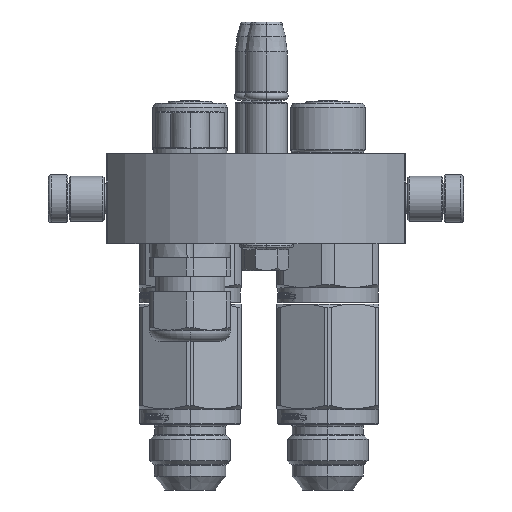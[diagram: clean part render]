
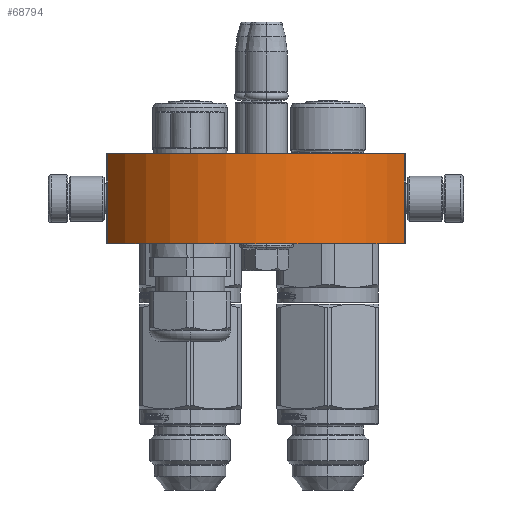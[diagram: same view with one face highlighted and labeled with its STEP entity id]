
A CAD part, left-side view. The second image highlights one B-rep face of the part: STEP entity #68794.
In plain terms, the highlighted cylindrical face has radius 57.25 mm (diameter 114.5 mm), a partial arc.
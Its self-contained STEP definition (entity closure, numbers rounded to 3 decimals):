
#925 = CARTESIAN_POINT ( 'NONE',  ( 49.5, 0., -28.763 ) ) ;
#7263 = CIRCLE ( 'NONE', #58057, 57.25 ) ;
#9358 = VERTEX_POINT ( 'NONE', #17726 ) ;
#9364 = FACE_OUTER_BOUND ( 'NONE', #33551, .T. ) ;
#9642 = EDGE_CURVE ( 'NONE', #20642, #55257, #61977, .T. ) ;
#10032 = DIRECTION ( 'NONE',  ( 0.865, 0., -0.502 ) ) ;
#10596 = DIRECTION ( 'NONE',  ( 0., -1., 0. ) ) ;
#13964 = CARTESIAN_POINT ( 'NONE',  ( 0., 0., 0. ) ) ;
#16207 = EDGE_CURVE ( 'NONE', #9358, #55257, #7263, .T. ) ;
#16848 = DIRECTION ( 'NONE',  ( 0., 1., 0. ) ) ;
#17299 = CARTESIAN_POINT ( 'NONE',  ( 0., 30., 0. ) ) ;
#17726 = CARTESIAN_POINT ( 'NONE',  ( 49.5, 30., -28.763 ) ) ;
#18682 = CARTESIAN_POINT ( 'NONE',  ( -49.5, 0., -28.763 ) ) ;
#20642 = VERTEX_POINT ( 'NONE', #18682 ) ;
#26315 = DIRECTION ( 'NONE',  ( 0., 1., 0. ) ) ;
#30786 = CARTESIAN_POINT ( 'NONE',  ( -49.5, 0., -28.763 ) ) ;
#31250 = DIRECTION ( 'NONE',  ( 0., 1., 0. ) ) ;
#31826 = CARTESIAN_POINT ( 'NONE',  ( 0., 0., 0. ) ) ;
#33221 = DIRECTION ( 'NONE',  ( 0.865, 0., -0.502 ) ) ;
#33551 = EDGE_LOOP ( 'NONE', ( #44314, #42495, #39923, #42064 ) ) ;
#34924 = VECTOR ( 'NONE', #31250, 1000. ) ;
#35042 = EDGE_CURVE ( 'NONE', #38824, #9358, #63524, .T. ) ;
#38824 = VERTEX_POINT ( 'NONE', #63836 ) ;
#39923 = ORIENTED_EDGE ( 'NONE', *, *, #53105, .T. ) ;
#42064 = ORIENTED_EDGE ( 'NONE', *, *, #9642, .T. ) ;
#42495 = ORIENTED_EDGE ( 'NONE', *, *, #35042, .F. ) ;
#42591 = VECTOR ( 'NONE', #58774, 1000. ) ;
#43863 = AXIS2_PLACEMENT_3D ( 'NONE', #31826, #10596, #68922 ) ;
#44157 = AXIS2_PLACEMENT_3D ( 'NONE', #13964, #26315, #10032 ) ;
#44314 = ORIENTED_EDGE ( 'NONE', *, *, #16207, .F. ) ;
#53105 = EDGE_CURVE ( 'NONE', #38824, #20642, #60994, .T. ) ;
#54568 = CYLINDRICAL_SURFACE ( 'NONE', #43863, 57.25 ) ;
#55257 = VERTEX_POINT ( 'NONE', #56630 ) ;
#56630 = CARTESIAN_POINT ( 'NONE',  ( -49.5, 30., -28.763 ) ) ;
#58057 = AXIS2_PLACEMENT_3D ( 'NONE', #17299, #16848, #33221 ) ;
#58774 = DIRECTION ( 'NONE',  ( 0., 1., 0. ) ) ;
#60994 = CIRCLE ( 'NONE', #44157, 57.25 ) ;
#61977 = LINE ( 'NONE', #30786, #42591 ) ;
#63524 = LINE ( 'NONE', #925, #34924 ) ;
#63836 = CARTESIAN_POINT ( 'NONE',  ( 49.5, 0., -28.763 ) ) ;
#68794 = ADVANCED_FACE ( 'NONE', ( #9364 ), #54568, .T. ) ;
#68922 = DIRECTION ( 'NONE',  ( 1., 0., 0. ) ) ;
